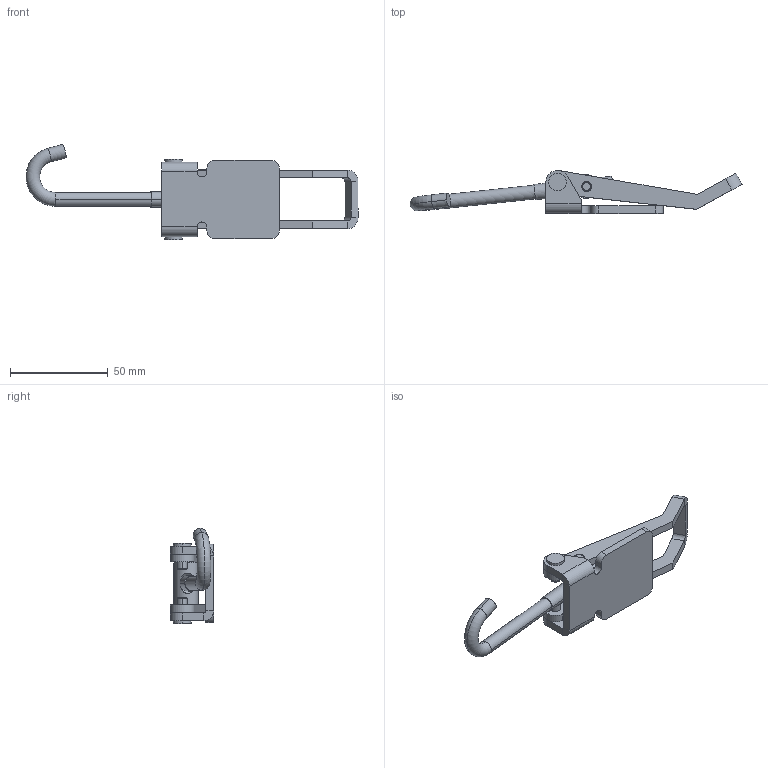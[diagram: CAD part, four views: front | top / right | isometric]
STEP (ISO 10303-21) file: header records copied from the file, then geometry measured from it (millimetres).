
FILE_DESCRIPTION (( 'STEP AP214' ), '1' );
FILE_NAME ('521012 - 703 HA.STEP', '2017-02-06T08:21:21', ( '' ), ( '' ), 'SwSTEP 2.0', 'SolidWorks 2015', '' );
FILE_SCHEMA (( 'AUTOMOTIVE_DESIGN' ));
Length unit declared in the file: millimetre
Products named in the file (6): 703 - Hake; 703 - Mid Cylinder; 704 - Rivet Gradin; 703 - Bygel; 703 - Platta A; 521012 - 703 HA
Assembly tree (6 placements, depth 2):
  521012 - 703 HA
    703 - Platta A
    703 - Bygel
    704 - Rivet Gradin  x2
    703 - Mid Cylinder
    703 - Hake
Bounding box: 169.5 x 22 x 48.58 mm (x, y, z)
Volume: 26348.4 mm3; surface area: 17512.2 mm2
Topology: 6 solids, 6 shells, 128 faces, 281 edges, 172 vertices
Faces by surface type: cylinder 57, plane 57, cone 12, torus 2
Entity records: 3647 total; most frequent: CARTESIAN_POINT 690, DIRECTION 621, ORIENTED_EDGE 518, EDGE_CURVE 259, AXIS2_PLACEMENT_3D 241, VERTEX_POINT 158, LINE 139, VECTOR 139
